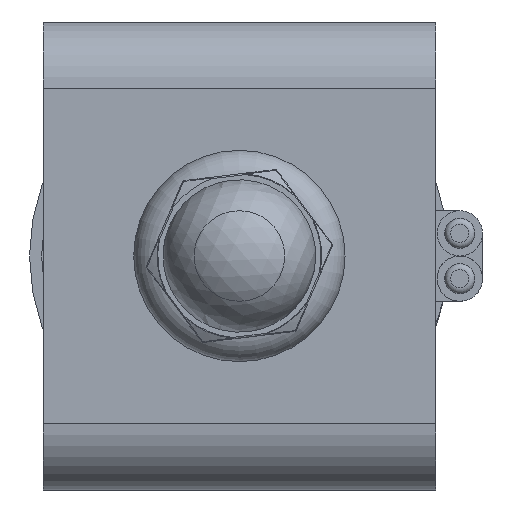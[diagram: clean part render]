
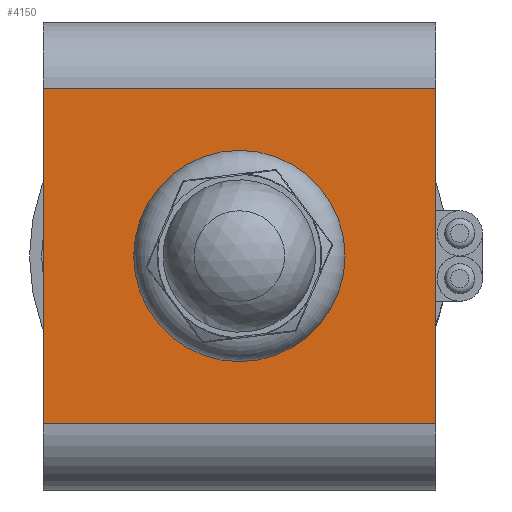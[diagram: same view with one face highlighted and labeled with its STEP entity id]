
A CAD part, left-side view. The second image highlights one B-rep face of the part: STEP entity #4150.
In plain terms, the highlighted planar face has unit normal (-1, 0, 0).
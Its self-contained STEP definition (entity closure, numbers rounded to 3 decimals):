
#272=CIRCLE('',#4446,2.75);
#581=ORIENTED_EDGE('',*,*,#1599,.F.);
#582=ORIENTED_EDGE('',*,*,#1600,.F.);
#583=ORIENTED_EDGE('',*,*,#1601,.T.);
#584=ORIENTED_EDGE('',*,*,#1602,.T.);
#585=ORIENTED_EDGE('',*,*,#1603,.T.);
#1599=EDGE_CURVE('',#2108,#2108,#272,.T.);
#1600=EDGE_CURVE('',#2109,#2110,#2427,.T.);
#1601=EDGE_CURVE('',#2109,#2111,#2428,.F.);
#1602=EDGE_CURVE('',#2111,#2112,#2429,.T.);
#1603=EDGE_CURVE('',#2112,#2110,#2430,.T.);
#2108=VERTEX_POINT('',#6355);
#2109=VERTEX_POINT('',#6357);
#2110=VERTEX_POINT('',#6358);
#2111=VERTEX_POINT('',#6360);
#2112=VERTEX_POINT('',#6362);
#2427=LINE('',#6356,#2615);
#2428=LINE('',#6359,#2616);
#2429=LINE('',#6361,#2617);
#2430=LINE('',#6363,#2618);
#2615=VECTOR('',#5028,1000.);
#2616=VECTOR('',#5029,1000.);
#2617=VECTOR('',#5030,1000.);
#2618=VECTOR('',#5031,1000.);
#2797=EDGE_LOOP('',(#581));
#2798=EDGE_LOOP('',(#582,#583,#584,#585));
#3116=FACE_BOUND('',#2797,.T.);
#3117=FACE_BOUND('',#2798,.T.);
#3436=PLANE('',#4445);
#4150=ADVANCED_FACE('',(#3116,#3117),#3436,.T.);
#4445=AXIS2_PLACEMENT_3D('',#6353,#5024,#5025);
#4446=AXIS2_PLACEMENT_3D('',#6354,#5026,#5027);
#5024=DIRECTION('',(-1.,0.,0.));
#5025=DIRECTION('',(0.,0.,1.));
#5026=DIRECTION('',(-1.,0.,0.));
#5027=DIRECTION('',(0.,0.,1.));
#5028=DIRECTION('',(0.,0.,1.));
#5029=DIRECTION('',(0.,1.,0.));
#5030=DIRECTION('',(0.,0.,1.));
#5031=DIRECTION('',(0.,1.,0.));
#6353=CARTESIAN_POINT('',(0.,-6.5,0.));
#6354=CARTESIAN_POINT('',(0.,0.,7.75));
#6355=CARTESIAN_POINT('',(0.,0.,10.5));
#6356=CARTESIAN_POINT('',(0.,6.5,0.));
#6357=CARTESIAN_POINT('',(0.,6.5,2.2));
#6358=CARTESIAN_POINT('',(0.,6.5,13.3));
#6359=CARTESIAN_POINT('',(0.,-6.5,2.2));
#6360=CARTESIAN_POINT('',(0.,-6.5,2.2));
#6361=CARTESIAN_POINT('',(0.,-6.5,0.));
#6362=CARTESIAN_POINT('',(0.,-6.5,13.3));
#6363=CARTESIAN_POINT('',(0.,-6.5,13.3));
